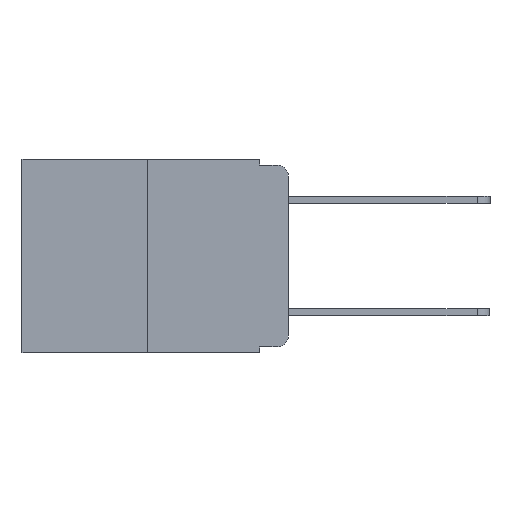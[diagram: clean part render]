
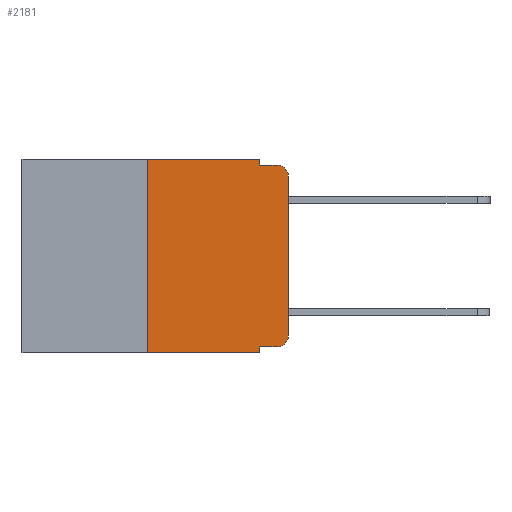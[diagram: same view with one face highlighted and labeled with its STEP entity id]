
A CAD part, left-side view. The second image highlights one B-rep face of the part: STEP entity #2181.
In plain terms, the highlighted planar face has unit normal (-1, 0, 0).
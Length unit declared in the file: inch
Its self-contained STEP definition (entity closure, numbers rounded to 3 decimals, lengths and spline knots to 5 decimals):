
#409 = ORIENTED_EDGE ( 'NONE', *, *, #15551, .F. ) ;
#679 = EDGE_CURVE ( 'NONE', #13842, #14323, #18797, .T. ) ;
#1040 = CARTESIAN_POINT ( 'NONE',  ( 0., 0.051, 0. ) ) ;
#2003 = ORIENTED_EDGE ( 'NONE', *, *, #9476, .F. ) ;
#2088 = LINE ( 'NONE', #3875, #13434 ) ;
#2181 = ADVANCED_FACE ( 'NONE', ( #24414 ), #16857, .F. ) ;
#3424 = CARTESIAN_POINT ( 'NONE',  ( 0., 0.02, -0.313 ) ) ;
#3875 = CARTESIAN_POINT ( 'NONE',  ( 0., 0.051, 0. ) ) ;
#4864 = CARTESIAN_POINT ( 'NONE',  ( 0., 0.473, 0. ) ) ;
#5210 = ORIENTED_EDGE ( 'NONE', *, *, #10191, .F. ) ;
#5383 = LINE ( 'NONE', #12307, #25809 ) ;
#5427 = DIRECTION ( 'NONE',  ( 0., 0., -1. ) ) ;
#5472 = CARTESIAN_POINT ( 'NONE',  ( 0., 0.02, -0.01 ) ) ;
#6251 = CARTESIAN_POINT ( 'NONE',  ( 0., 0.051, 0. ) ) ;
#6745 = DIRECTION ( 'NONE',  ( 0., -1., 0. ) ) ;
#6899 = DIRECTION ( 'NONE',  ( 1., 0., 0. ) ) ;
#6944 = AXIS2_PLACEMENT_3D ( 'NONE', #3424, #17417, #5427 ) ;
#6994 = ORIENTED_EDGE ( 'NONE', *, *, #21192, .T. ) ;
#7008 = ORIENTED_EDGE ( 'NONE', *, *, #679, .T. ) ;
#7050 = EDGE_LOOP ( 'NONE', ( #6994, #7994, #11365, #14500, #2003, #409, #7993, #5210, #7008, #13711 ) ) ;
#7587 = VERTEX_POINT ( 'NONE', #25433 ) ;
#7993 = ORIENTED_EDGE ( 'NONE', *, *, #13847, .T. ) ;
#7994 = ORIENTED_EDGE ( 'NONE', *, *, #12389, .T. ) ;
#8157 = CARTESIAN_POINT ( 'NONE',  ( 0., 0., -0.03 ) ) ;
#8608 = AXIS2_PLACEMENT_3D ( 'NONE', #4864, #6899, #20833 ) ;
#8944 = CARTESIAN_POINT ( 'NONE',  ( 0., 0., 0. ) ) ;
#9476 = EDGE_CURVE ( 'NONE', #7587, #16710, #16075, .T. ) ;
#9704 = EDGE_CURVE ( 'NONE', #14274, #23299, #11732, .T. ) ;
#9958 = VECTOR ( 'NONE', #24739, 39.37008 ) ;
#10191 = EDGE_CURVE ( 'NONE', #13842, #19346, #15099, .T. ) ;
#10398 = CARTESIAN_POINT ( 'NONE',  ( 0., 0.25, -0.343 ) ) ;
#10449 = CARTESIAN_POINT ( 'NONE',  ( 0., 0.02, -0.03 ) ) ;
#10784 = VECTOR ( 'NONE', #23935, 39.37008 ) ;
#10873 = DIRECTION ( 'NONE',  ( 0., -1., 0. ) ) ;
#11340 = AXIS2_PLACEMENT_3D ( 'NONE', #10449, #24231, #12466 ) ;
#11365 = ORIENTED_EDGE ( 'NONE', *, *, #9704, .F. ) ;
#11732 = LINE ( 'NONE', #14678, #16379 ) ;
#12307 = CARTESIAN_POINT ( 'NONE',  ( 0., 0.25, 0. ) ) ;
#12334 = CARTESIAN_POINT ( 'NONE',  ( 0., 0.02, -0.333 ) ) ;
#12345 = VERTEX_POINT ( 'NONE', #8157 ) ;
#12389 = EDGE_CURVE ( 'NONE', #12345, #23299, #20926, .T. ) ;
#12466 = DIRECTION ( 'NONE',  ( 0., 0., -1. ) ) ;
#13053 = VERTEX_POINT ( 'NONE', #24801 ) ;
#13434 = VECTOR ( 'NONE', #15873, 39.37008 ) ;
#13711 = ORIENTED_EDGE ( 'NONE', *, *, #21352, .T. ) ;
#13842 = VERTEX_POINT ( 'NONE', #20681 ) ;
#13847 = EDGE_CURVE ( 'NONE', #14978, #19346, #13923, .T. ) ;
#13923 = LINE ( 'NONE', #22694, #19214 ) ;
#14274 = VERTEX_POINT ( 'NONE', #21946 ) ;
#14323 = VERTEX_POINT ( 'NONE', #12334 ) ;
#14500 = ORIENTED_EDGE ( 'NONE', *, *, #20849, .F. ) ;
#14678 = CARTESIAN_POINT ( 'NONE',  ( 0., 0.051, -0.01 ) ) ;
#14978 = VERTEX_POINT ( 'NONE', #10398 ) ;
#15099 = LINE ( 'NONE', #6251, #20982 ) ;
#15551 = EDGE_CURVE ( 'NONE', #14978, #7587, #5383, .T. ) ;
#15873 = DIRECTION ( 'NONE',  ( 0., 0., -1. ) ) ;
#16075 = LINE ( 'NONE', #22032, #10784 ) ;
#16379 = VECTOR ( 'NONE', #20655, 39.37008 ) ;
#16694 = CARTESIAN_POINT ( 'NONE',  ( 0., 0.051, -0.333 ) ) ;
#16710 = VERTEX_POINT ( 'NONE', #1040 ) ;
#16857 = PLANE ( 'NONE',  #8608 ) ;
#17417 = DIRECTION ( 'NONE',  ( -1., 0., 0. ) ) ;
#18797 = LINE ( 'NONE', #16694, #22752 ) ;
#19214 = VECTOR ( 'NONE', #10873, 39.37008 ) ;
#19346 = VERTEX_POINT ( 'NONE', #19681 ) ;
#19681 = CARTESIAN_POINT ( 'NONE',  ( 0., 0.051, -0.343 ) ) ;
#20204 = DIRECTION ( 'NONE',  ( 0., 0., -1. ) ) ;
#20655 = DIRECTION ( 'NONE',  ( 0., -1., 0. ) ) ;
#20681 = CARTESIAN_POINT ( 'NONE',  ( 0., 0.051, -0.333 ) ) ;
#20833 = DIRECTION ( 'NONE',  ( 0., 0., -1. ) ) ;
#20849 = EDGE_CURVE ( 'NONE', #16710, #14274, #2088, .T. ) ;
#20926 = CIRCLE ( 'NONE', #11340, 0.02 ) ;
#20982 = VECTOR ( 'NONE', #20204, 39.37008 ) ;
#21192 = EDGE_CURVE ( 'NONE', #13053, #12345, #25675, .T. ) ;
#21352 = EDGE_CURVE ( 'NONE', #14323, #13053, #23251, .T. ) ;
#21946 = CARTESIAN_POINT ( 'NONE',  ( 0., 0.051, -0.01 ) ) ;
#22032 = CARTESIAN_POINT ( 'NONE',  ( 0., 0.473, 0. ) ) ;
#22694 = CARTESIAN_POINT ( 'NONE',  ( 0., 0.473, -0.343 ) ) ;
#22752 = VECTOR ( 'NONE', #6745, 39.37008 ) ;
#23251 = CIRCLE ( 'NONE', #6944, 0.02 ) ;
#23299 = VERTEX_POINT ( 'NONE', #5472 ) ;
#23935 = DIRECTION ( 'NONE',  ( 0., -1., 0. ) ) ;
#24084 = DIRECTION ( 'NONE',  ( 0., 0., 1. ) ) ;
#24231 = DIRECTION ( 'NONE',  ( -1., 0., 0. ) ) ;
#24414 = FACE_OUTER_BOUND ( 'NONE', #7050, .T. ) ;
#24739 = DIRECTION ( 'NONE',  ( 0., 0., 1. ) ) ;
#24801 = CARTESIAN_POINT ( 'NONE',  ( 0., 0., -0.313 ) ) ;
#25433 = CARTESIAN_POINT ( 'NONE',  ( 0., 0.25, 0. ) ) ;
#25675 = LINE ( 'NONE', #8944, #9958 ) ;
#25809 = VECTOR ( 'NONE', #24084, 39.37008 ) ;
